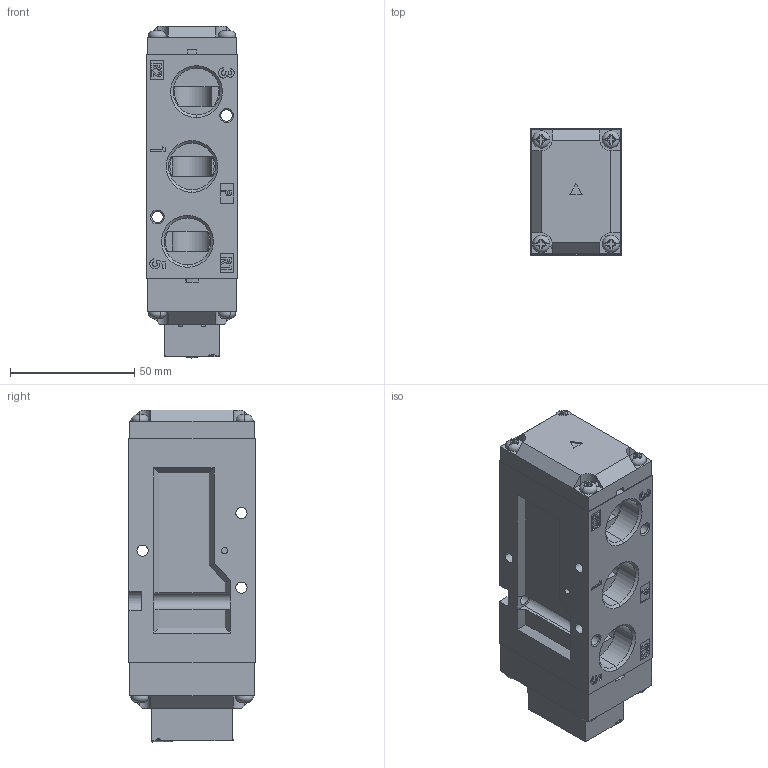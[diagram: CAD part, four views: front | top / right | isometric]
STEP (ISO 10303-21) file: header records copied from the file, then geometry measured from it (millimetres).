
FILE_DESCRIPTION (( 'STEP AP203' ), '1' );
FILE_NAME ('SFP6101.STEP', '2013-01-22T09:35:28', ( '' ), ( '' ), 'SwSTEP 2.0', 'SolidWorks 2008', '' );
FILE_SCHEMA (( 'CONFIG_CONTROL_DESIGN' ));
Length unit declared in the file: millimetre
Products named in the file (9): SFP6101; Body_ル遽; BodyCover_ル遽; SemiPilot_ル遽; SemiPilotBolt(M4xL20)_ル遽; BodyCoverBolt(M4xL14)_ル遽; MASTE_ル遽; MasterPilot_ル遽; MasterPilotBolt(M3xL17)_ル遽
Assembly tree (15 placements, depth 3):
  SFP6101
    SemiPilotBolt(M4xL20)_ル遽  x4
    Body_ル遽
    MASTE_ル遽
      MasterPilotBolt(M3xL17)_ル遽  x2
      MasterPilot_ル遽
    SemiPilot_ル遽
    BodyCoverBolt(M4xL14)_ル遽  x4
    BodyCover_ル遽
Bounding box: 36.4 x 50.7 x 133.5 mm (x, y, z)
Volume: 133996.1 mm3; surface area: 65505.8 mm2
Topology: 14 solids, 14 shells, 1182 faces, 3090 edges, 2013 vertices
Faces by surface type: plane 694, cylinder 345, cone 66, bspline 58, torus 19
Entity records: 35126 total; most frequent: CARTESIAN_POINT 9749, ORIENTED_EDGE 5136, DIRECTION 4909, EDGE_CURVE 2568, VERTEX_POINT 1671, AXIS2_PLACEMENT_3D 1659, LINE 1591, VECTOR 1591
